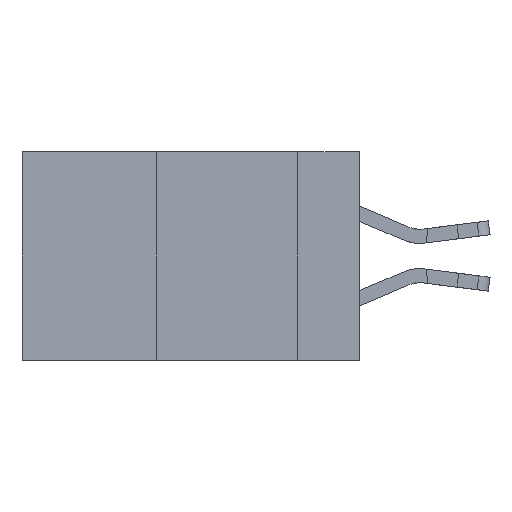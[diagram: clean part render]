
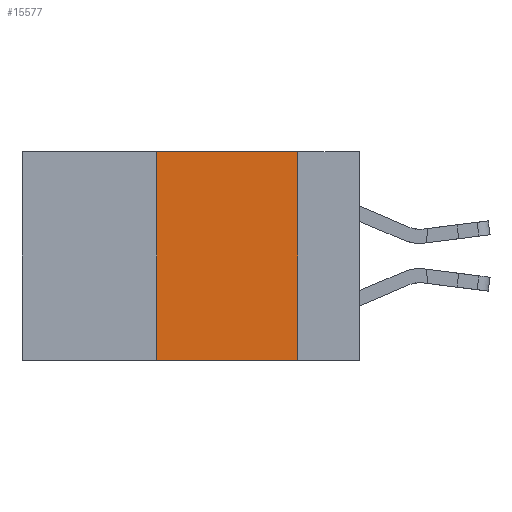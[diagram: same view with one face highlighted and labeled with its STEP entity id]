
A CAD part, left-side view. The second image highlights one B-rep face of the part: STEP entity #15577.
In plain terms, the highlighted planar face has unit normal (-1, 0, 0).
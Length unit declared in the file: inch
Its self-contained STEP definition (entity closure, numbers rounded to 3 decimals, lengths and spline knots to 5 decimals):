
#96 = LINE ( 'NONE', #23949, #14794 ) ;
#356 = DIRECTION ( 'NONE',  ( 0., 0., -1. ) ) ;
#424 = AXIS2_PLACEMENT_3D ( 'NONE', #9889, #11792, #356 ) ;
#577 = VECTOR ( 'NONE', #5181, 39.37008 ) ;
#646 = CARTESIAN_POINT ( 'NONE',  ( 0., 0.11, 0. ) ) ;
#987 = DIRECTION ( 'NONE',  ( 0., -1., 0. ) ) ;
#3250 = EDGE_CURVE ( 'NONE', #13008, #5457, #96, .T. ) ;
#3585 = CARTESIAN_POINT ( 'NONE',  ( 0., 0.11, 0. ) ) ;
#4915 = CARTESIAN_POINT ( 'NONE',  ( 0., 0.36, 0. ) ) ;
#5181 = DIRECTION ( 'NONE',  ( 0., -1., 0. ) ) ;
#5374 = VECTOR ( 'NONE', #6870, 39.37008 ) ;
#5457 = VERTEX_POINT ( 'NONE', #646 ) ;
#6497 = EDGE_CURVE ( 'NONE', #5457, #21995, #23659, .T. ) ;
#6870 = DIRECTION ( 'NONE',  ( 0., 0., 1. ) ) ;
#7999 = PLANE ( 'NONE',  #424 ) ;
#8355 = VECTOR ( 'NONE', #11336, 39.37008 ) ;
#8694 = CARTESIAN_POINT ( 'NONE',  ( 0., 0.36, -0.37 ) ) ;
#9661 = VERTEX_POINT ( 'NONE', #8694 ) ;
#9889 = CARTESIAN_POINT ( 'NONE',  ( 0., 0.6, 0. ) ) ;
#10713 = LINE ( 'NONE', #16548, #577 ) ;
#11261 = ORIENTED_EDGE ( 'NONE', *, *, #6497, .F. ) ;
#11336 = DIRECTION ( 'NONE',  ( 0., 0., -1. ) ) ;
#11539 = EDGE_CURVE ( 'NONE', #9661, #13008, #16736, .T. ) ;
#11780 = CARTESIAN_POINT ( 'NONE',  ( 0., 0.11, -0.37 ) ) ;
#11792 = DIRECTION ( 'NONE',  ( 1., 0., 0. ) ) ;
#12931 = CARTESIAN_POINT ( 'NONE',  ( 0., 0.36, 0. ) ) ;
#13008 = VERTEX_POINT ( 'NONE', #12931 ) ;
#13092 = ORIENTED_EDGE ( 'NONE', *, *, #11539, .F. ) ;
#14794 = VECTOR ( 'NONE', #987, 39.37008 ) ;
#15577 = ADVANCED_FACE ( 'NONE', ( #18535 ), #7999, .F. ) ;
#16548 = CARTESIAN_POINT ( 'NONE',  ( 0., 0.6, -0.37 ) ) ;
#16736 = LINE ( 'NONE', #4915, #5374 ) ;
#17611 = ORIENTED_EDGE ( 'NONE', *, *, #3250, .F. ) ;
#17625 = EDGE_LOOP ( 'NONE', ( #11261, #17611, #13092, #23318 ) ) ;
#18535 = FACE_OUTER_BOUND ( 'NONE', #17625, .T. ) ;
#21062 = EDGE_CURVE ( 'NONE', #9661, #21995, #10713, .T. ) ;
#21995 = VERTEX_POINT ( 'NONE', #11780 ) ;
#23318 = ORIENTED_EDGE ( 'NONE', *, *, #21062, .T. ) ;
#23659 = LINE ( 'NONE', #3585, #8355 ) ;
#23949 = CARTESIAN_POINT ( 'NONE',  ( 0., 0.6, 0. ) ) ;
